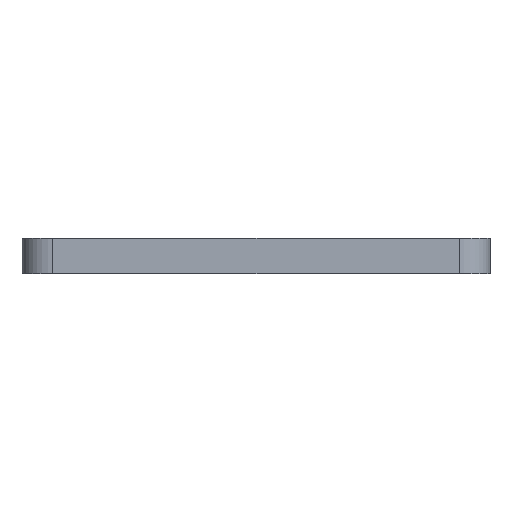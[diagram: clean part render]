
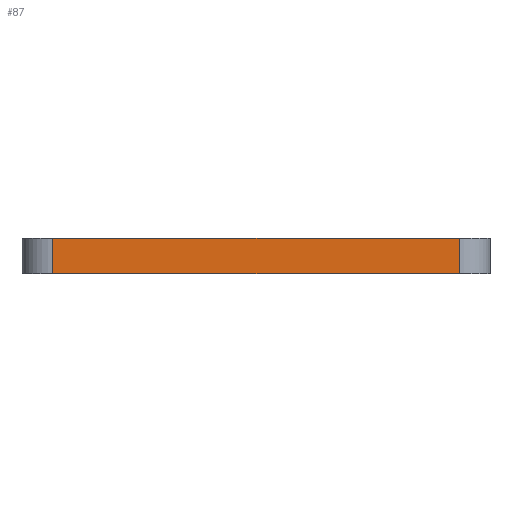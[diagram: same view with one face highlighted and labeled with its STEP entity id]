
A CAD part, left-side view. The second image highlights one B-rep face of the part: STEP entity #87.
In plain terms, the highlighted planar face has unit normal (-1, 0, 0).
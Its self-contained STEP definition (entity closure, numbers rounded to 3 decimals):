
#1 = VERTEX_POINT ( 'NONE', #330 ) ;
#4 = EDGE_CURVE ( 'NONE', #1, #68, #437, .T. ) ;
#15 = EDGE_CURVE ( 'NONE', #21, #185, #63, .T. ) ;
#21 = VERTEX_POINT ( 'NONE', #332 ) ;
#23 = CARTESIAN_POINT ( 'NONE',  ( -30., -9.85, 0. ) ) ;
#63 = LINE ( 'NONE', #114, #631 ) ;
#68 = VERTEX_POINT ( 'NONE', #184 ) ;
#87 = ADVANCED_FACE ( 'NONE', ( #613 ), #669, .T. ) ;
#114 = CARTESIAN_POINT ( 'NONE',  ( -30., 9.85, 0. ) ) ;
#149 = ORIENTED_EDGE ( 'NONE', *, *, #4, .T. ) ;
#162 = CARTESIAN_POINT ( 'NONE',  ( -30., -9.85, 0. ) ) ;
#184 = CARTESIAN_POINT ( 'NONE',  ( -30., -9.85, 0.85 ) ) ;
#185 = VERTEX_POINT ( 'NONE', #295 ) ;
#219 = DIRECTION ( 'NONE',  ( 0., 0., 1. ) ) ;
#265 = ORIENTED_EDGE ( 'NONE', *, *, #360, .T. ) ;
#273 = DIRECTION ( 'NONE',  ( 0., 0., 1. ) ) ;
#288 = DIRECTION ( 'NONE',  ( -1., 0., 0. ) ) ;
#295 = CARTESIAN_POINT ( 'NONE',  ( -30., 9.85, 0.85 ) ) ;
#326 = AXIS2_PLACEMENT_3D ( 'NONE', #23, #288, #355 ) ;
#330 = CARTESIAN_POINT ( 'NONE',  ( -30., -9.85, -0.85 ) ) ;
#331 = DIRECTION ( 'NONE',  ( 0., 1., 0. ) ) ;
#332 = CARTESIAN_POINT ( 'NONE',  ( -30., 9.85, -0.85 ) ) ;
#337 = VECTOR ( 'NONE', #219, 1000. ) ;
#351 = VECTOR ( 'NONE', #331, 1000. ) ;
#355 = DIRECTION ( 'NONE',  ( 0., 0., 1. ) ) ;
#360 = EDGE_CURVE ( 'NONE', #21, #1, #546, .T. ) ;
#385 = CARTESIAN_POINT ( 'NONE',  ( -30., 9.85, -0.85 ) ) ;
#387 = CARTESIAN_POINT ( 'NONE',  ( -30., 9.85, 0.85 ) ) ;
#437 = LINE ( 'NONE', #162, #337 ) ;
#442 = EDGE_CURVE ( 'NONE', #68, #185, #543, .T. ) ;
#448 = EDGE_LOOP ( 'NONE', ( #584, #670, #265, #149 ) ) ;
#493 = VECTOR ( 'NONE', #643, 1000. ) ;
#543 = LINE ( 'NONE', #387, #351 ) ;
#546 = LINE ( 'NONE', #385, #493 ) ;
#584 = ORIENTED_EDGE ( 'NONE', *, *, #442, .T. ) ;
#613 = FACE_OUTER_BOUND ( 'NONE', #448, .T. ) ;
#631 = VECTOR ( 'NONE', #273, 1000. ) ;
#643 = DIRECTION ( 'NONE',  ( 0., -1., 0. ) ) ;
#669 = PLANE ( 'NONE',  #326 ) ;
#670 = ORIENTED_EDGE ( 'NONE', *, *, #15, .F. ) ;
